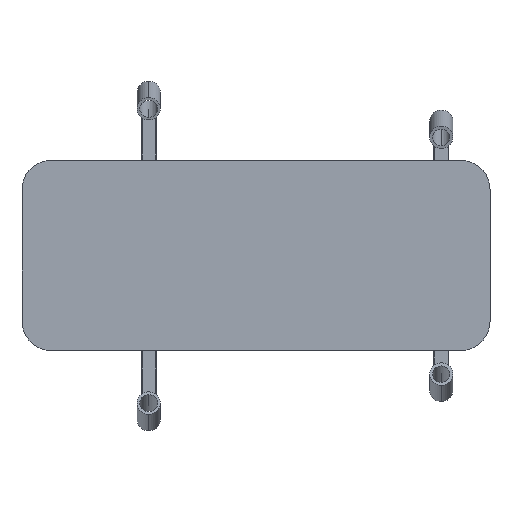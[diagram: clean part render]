
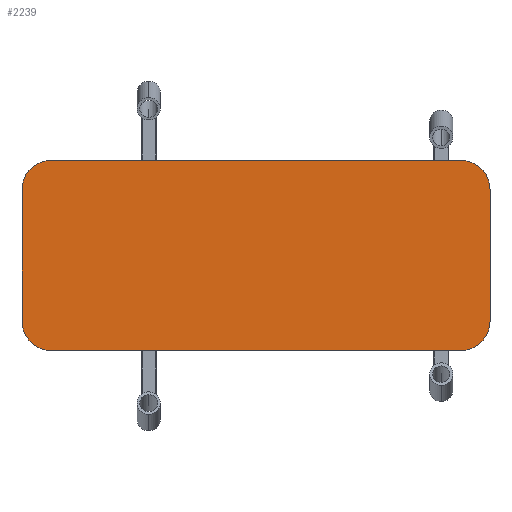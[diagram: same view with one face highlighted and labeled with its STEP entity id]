
A CAD part, top view. The second image highlights one B-rep face of the part: STEP entity #2239.
In plain terms, the highlighted planar face has unit normal (0, 0, 1).
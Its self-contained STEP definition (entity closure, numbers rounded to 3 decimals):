
#93 = EDGE_CURVE ( 'NONE', #3395, #3219, #3175, .T. ) ;
#124 = VERTEX_POINT ( 'NONE', #4316 ) ;
#159 = CARTESIAN_POINT ( 'NONE',  ( -240., 145., 175. ) ) ;
#384 = EDGE_CURVE ( 'NONE', #124, #571, #866, .T. ) ;
#390 = ORIENTED_EDGE ( 'NONE', *, *, #2313, .T. ) ;
#472 = FACE_OUTER_BOUND ( 'NONE', #2962, .T. ) ;
#571 = VERTEX_POINT ( 'NONE', #4770 ) ;
#575 = EDGE_CURVE ( 'NONE', #1912, #2543, #1919, .T. ) ;
#588 = VECTOR ( 'NONE', #3609, 1000. ) ;
#649 = ORIENTED_EDGE ( 'NONE', *, *, #384, .T. ) ;
#795 = DIRECTION ( 'NONE',  ( 1., 0., 0. ) ) ;
#806 = ORIENTED_EDGE ( 'NONE', *, *, #1690, .T. ) ;
#838 = CARTESIAN_POINT ( 'NONE',  ( 240., 10., 175. ) ) ;
#857 = VERTEX_POINT ( 'NONE', #3119 ) ;
#866 = CIRCLE ( 'NONE', #1514, 30. ) ;
#902 = AXIS2_PLACEMENT_3D ( 'NONE', #4317, #4731, #3623 ) ;
#945 = EDGE_CURVE ( 'NONE', #571, #1912, #3880, .T. ) ;
#990 = CARTESIAN_POINT ( 'NONE',  ( -210., 175., 175. ) ) ;
#1132 = ORIENTED_EDGE ( 'NONE', *, *, #945, .T. ) ;
#1317 = DIRECTION ( 'NONE',  ( 0., 0., 1. ) ) ;
#1514 = AXIS2_PLACEMENT_3D ( 'NONE', #3647, #4099, #2552 ) ;
#1535 = DIRECTION ( 'NONE',  ( -1., 0., 0. ) ) ;
#1690 = EDGE_CURVE ( 'NONE', #2436, #3395, #2320, .T. ) ;
#1753 = AXIS2_PLACEMENT_3D ( 'NONE', #4193, #2723, #795 ) ;
#1849 = VECTOR ( 'NONE', #1535, 1000. ) ;
#1912 = VERTEX_POINT ( 'NONE', #990 ) ;
#1919 = CIRCLE ( 'NONE', #2234, 30. ) ;
#1927 = DIRECTION ( 'NONE',  ( 1., 0., 0. ) ) ;
#1939 = CARTESIAN_POINT ( 'NONE',  ( 240., 175., 175. ) ) ;
#2165 = LINE ( 'NONE', #3660, #588 ) ;
#2234 = AXIS2_PLACEMENT_3D ( 'NONE', #3658, #1317, #2488 ) ;
#2239 = ADVANCED_FACE ( 'NONE', ( #472 ), #4622, .T. ) ;
#2293 = ORIENTED_EDGE ( 'NONE', *, *, #575, .T. ) ;
#2313 = EDGE_CURVE ( 'NONE', #2543, #857, #2165, .T. ) ;
#2320 = LINE ( 'NONE', #4529, #3408 ) ;
#2436 = VERTEX_POINT ( 'NONE', #3039 ) ;
#2488 = DIRECTION ( 'NONE',  ( 1., 0., 0. ) ) ;
#2543 = VERTEX_POINT ( 'NONE', #159 ) ;
#2552 = DIRECTION ( 'NONE',  ( 1., 0., 0. ) ) ;
#2580 = EDGE_CURVE ( 'NONE', #857, #2436, #4537, .T. ) ;
#2632 = DIRECTION ( 'NONE',  ( 0., 1., 0. ) ) ;
#2723 = DIRECTION ( 'NONE',  ( 0., 0., 1. ) ) ;
#2831 = ORIENTED_EDGE ( 'NONE', *, *, #93, .T. ) ;
#2835 = CARTESIAN_POINT ( 'NONE',  ( 210., -20., 175. ) ) ;
#2962 = EDGE_LOOP ( 'NONE', ( #3026, #649, #1132, #2293, #390, #3472, #806, #2831 ) ) ;
#3000 = CARTESIAN_POINT ( 'NONE',  ( 240., -20., 175. ) ) ;
#3018 = LINE ( 'NONE', #3000, #3141 ) ;
#3026 = ORIENTED_EDGE ( 'NONE', *, *, #4120, .T. ) ;
#3039 = CARTESIAN_POINT ( 'NONE',  ( -210., -20., 175. ) ) ;
#3119 = CARTESIAN_POINT ( 'NONE',  ( -240., 10., 175. ) ) ;
#3141 = VECTOR ( 'NONE', #2632, 1000. ) ;
#3175 = CIRCLE ( 'NONE', #1753, 30. ) ;
#3204 = AXIS2_PLACEMENT_3D ( 'NONE', #3687, #4085, #3635 ) ;
#3219 = VERTEX_POINT ( 'NONE', #838 ) ;
#3395 = VERTEX_POINT ( 'NONE', #2835 ) ;
#3408 = VECTOR ( 'NONE', #1927, 1000. ) ;
#3472 = ORIENTED_EDGE ( 'NONE', *, *, #2580, .T. ) ;
#3609 = DIRECTION ( 'NONE',  ( 0., -1., 0. ) ) ;
#3623 = DIRECTION ( 'NONE',  ( 1., 0., 0. ) ) ;
#3635 = DIRECTION ( 'NONE',  ( 1., 0., 0. ) ) ;
#3647 = CARTESIAN_POINT ( 'NONE',  ( 210., 145., 175. ) ) ;
#3658 = CARTESIAN_POINT ( 'NONE',  ( -210., 145., 175. ) ) ;
#3660 = CARTESIAN_POINT ( 'NONE',  ( -240., 175., 175. ) ) ;
#3687 = CARTESIAN_POINT ( 'NONE',  ( 0., 0., 175. ) ) ;
#3880 = LINE ( 'NONE', #1939, #1849 ) ;
#4085 = DIRECTION ( 'NONE',  ( 0., 0., 1. ) ) ;
#4099 = DIRECTION ( 'NONE',  ( 0., 0., 1. ) ) ;
#4120 = EDGE_CURVE ( 'NONE', #3219, #124, #3018, .T. ) ;
#4193 = CARTESIAN_POINT ( 'NONE',  ( 210., 10., 175. ) ) ;
#4316 = CARTESIAN_POINT ( 'NONE',  ( 240., 145., 175. ) ) ;
#4317 = CARTESIAN_POINT ( 'NONE',  ( -210., 10., 175. ) ) ;
#4529 = CARTESIAN_POINT ( 'NONE',  ( -240., -20., 175. ) ) ;
#4537 = CIRCLE ( 'NONE', #902, 30. ) ;
#4622 = PLANE ( 'NONE',  #3204 ) ;
#4731 = DIRECTION ( 'NONE',  ( 0., 0., 1. ) ) ;
#4770 = CARTESIAN_POINT ( 'NONE',  ( 210., 175., 175. ) ) ;
